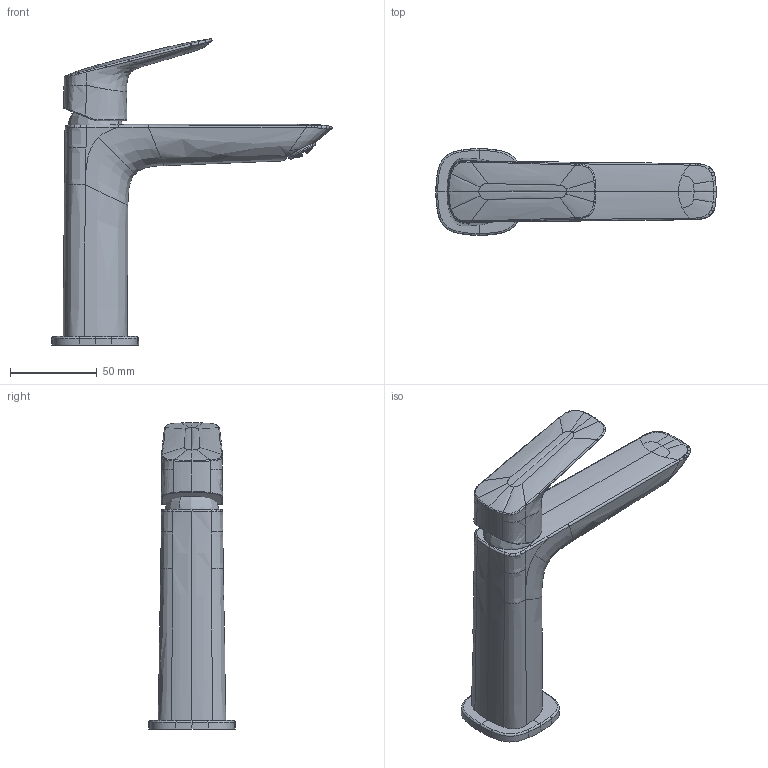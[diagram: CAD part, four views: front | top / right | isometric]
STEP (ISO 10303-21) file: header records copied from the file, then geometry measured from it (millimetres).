
FILE_DESCRIPTION(('CAx-IF Rec.Pracs.---Model Styling and Organization---1.2---2011-12-15','CAx-IF Rec.Pracs.---Geometric and Assembly Validation Properties---4.1---2014-06-16','CAx-IF Rec.Pracs.---PMI Polyline Presentation---2.0---2013-05-24'),'2;1');
FILE_NAME('1000145456_PPR_000.stp','2020-10-14T06:13:58+02:00',(''),(''),'STEP Interface 4.3 by CT CoreTechnologie','3D_Evolution4.3 by CT CoreTechnologie','');
FILE_SCHEMA(('AP203_CONFIGURATION_CONTROLLED_3D_DESIGN_OF_MECHANICAL_PARTS_AND_ASSEMBLIES_MIM_LF'));
Length unit declared in the file: millimetre
Products named in the file (7): P_2 HG Logis WTM100 fine var.o.Ablaufg. 1000145456_PPR_000_A0; P_2 GK o.Z. WTM 110 Logis Slim 1000148270_PPA_000_A0; P_2 Griff WTM Logis Slim M25 1000148258_PPA_000_A0; HG Griffstopfen 1000024783_PPA_000_A1; P_2 SR_CS-M24x1_HC_1,5gpm-air_gruen 1000147937_PPA_000_A0; P_2 Rosette WTM Logis Slim 1000148257_PPA_000_A0; P_2 Rosette WTM Citterio Basic 1000105070_PPA_000_A1
Assembly tree (6 placements, depth 2):
  P_2 HG Logis WTM100 fine var.o.Ablaufg. 1000145456_PPR_000_A0
    P_2 GK o.Z. WTM 110 Logis Slim 1000148270_PPA_000_A0
    P_2 Griff WTM Logis Slim M25 1000148258_PPA_000_A0
    HG Griffstopfen 1000024783_PPA_000_A1
    P_2 SR_CS-M24x1_HC_1,5gpm-air_gruen 1000147937_PPA_000_A0
    P_2 Rosette WTM Logis Slim 1000148257_PPA_000_A0
    P_2 Rosette WTM Citterio Basic 1000105070_PPA_000_A1
Bounding box: 161.58 x 50 x 176.51 mm (x, y, z)
Volume: 260782.6 mm3; surface area: 47340.8 mm2
Topology: 5 solids, 6 shells, 2097 faces, 5647 edges, 3626 vertices
Faces by surface type: bspline 1047, plane 769, cylinder 281
Entity records: 108127 total; most frequent: CARTESIAN_POINT 35946, ORIENTED_EDGE 11157, DIRECTION 10138, EDGE_CURVE 5580, AXIS2_PLACEMENT_3D 3773, VERTEX_POINT 3596, CIRCLE 2716, VECTOR 2592
